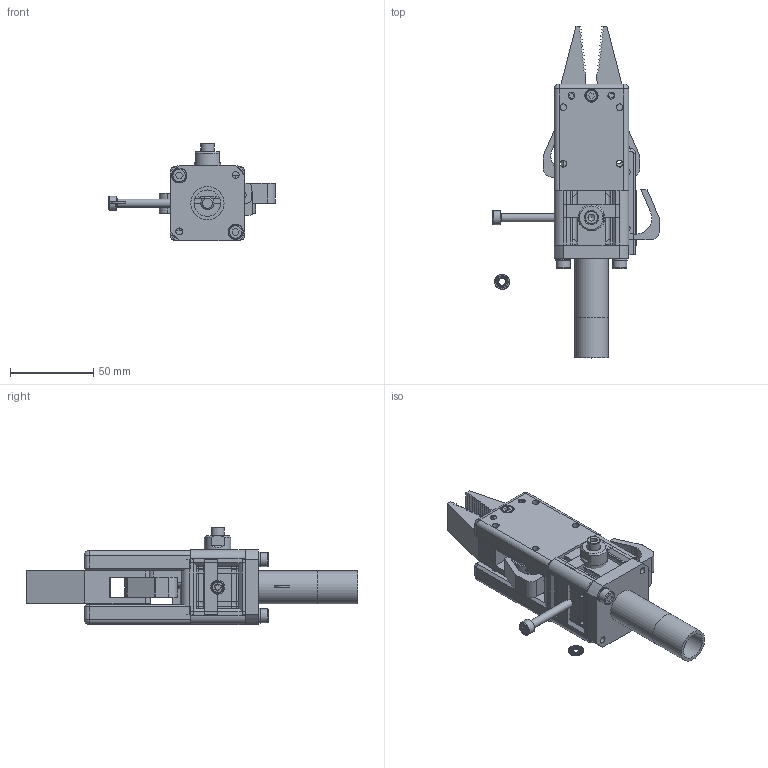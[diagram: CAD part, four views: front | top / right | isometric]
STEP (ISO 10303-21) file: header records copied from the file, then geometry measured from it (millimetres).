
FILE_DESCRIPTION( ( 'STEP AP214' ), '1' );
FILE_NAME( 'CA.GZ.3220.stp', '2016-12-22T09:35:39', ( ' ' ), ( ' ' ), 'XStep 1.0', ' ', ' ' );
FILE_SCHEMA( ( 'CONFIG_CONTROL_DESIGN) ( )' ) );
Length unit declared in the file: metre
Products named in the file (24): Assem1; Assem2; Assem3; Assem4; CQ2B32TF-10DZ.step_CQ2Tube_32B; CQ2B32TF-10DZ.step_CQ22031Rods_32; CQ2B32TF-10DZ.step_CQ2 SnapRing_32; CUS.626Z; GZ.3225.01; GZ.3225.02; GZ.3225.03; GZ.3225.04; GZ.3225.05; R.8.SCH; SPE6X18; SPFF.8X36; V-tcei M  5 x 35; V-tcei M  5 x 50; V-STCE5X15; V.STM8X25; R.4.SCH; R.5.SCH; V-tcei M  4 x 40; ADZ.32.20
Bounding box: 100.42 x 199.96 x 58.5 mm (x, y, z)
Volume: 468118 mm3; surface area: 279628.6 mm2
Topology: 75 solids, 87 shells, 3963 faces, 11009 edges, 7279 vertices
Faces by surface type: plane 3279, cylinder 474, cone 163, torus 30, sphere 12, bspline 5
Full cylindrical faces by diameter (mm): 2.5 x8, 3.242 x3, 4 x3, 4.134 x53, 4.2 x6, 4.3 x3, 4.5 x3, 5 x15, 5.2 x6, 5.3 x9, 5.5 x16, 6 x12, 6.3 x10, 6.917 x3, 7 x6, 7.9 x8, 8 x27, 8.05 x5, 8.3 x3, 8.5 x10, 9 x41, 13 x3, 16 x7, 16.1 x4, 16.25 x8, 19 x9, 20 x3, 21 x8, 32 x8, 33 x4
Entity records: 25326 total; most frequent: CARTESIAN_POINT 4478, DIRECTION 4374, ORIENTED_EDGE 4050, EDGE_CURVE 2025, AXIS2_PLACEMENT_3D 1530, VERTEX_POINT 1398, LINE 1314, VECTOR 1314
